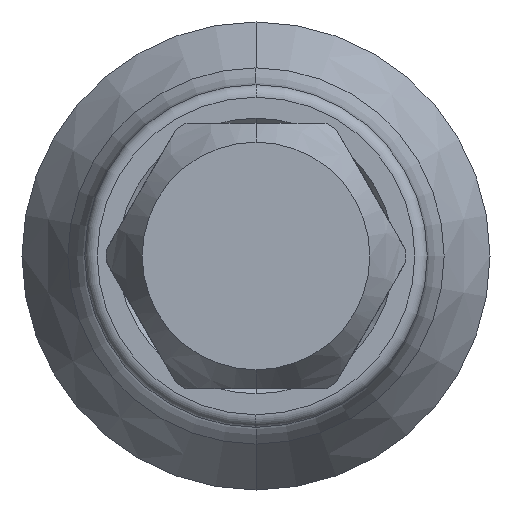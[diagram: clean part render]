
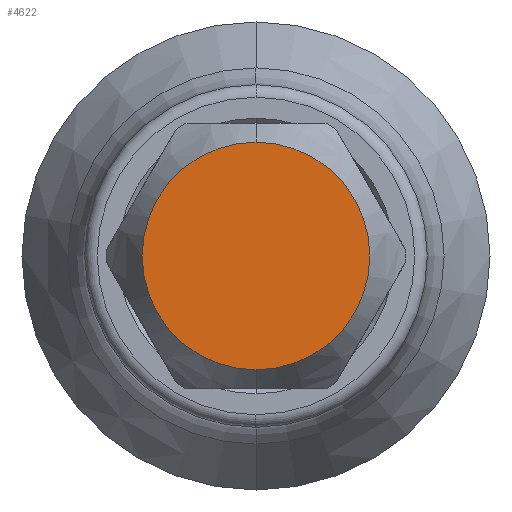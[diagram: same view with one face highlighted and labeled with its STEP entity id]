
A CAD part, front view. The second image highlights one B-rep face of the part: STEP entity #4622.
In plain terms, the highlighted planar face has unit normal (0, -1, 0).
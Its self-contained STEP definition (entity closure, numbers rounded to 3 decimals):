
#2737=CARTESIAN_POINT('',(0.,0.,0.));
#2738=DIRECTION('',(0.,-1.,0.));
#2739=DIRECTION('',(0.,0.,1.));
#2740=AXIS2_PLACEMENT_3D('',#2737,#2738,#2739);
#2745=CARTESIAN_POINT('',(0.,0.,0.));
#2746=DIRECTION('',(0.,1.,0.));
#2747=DIRECTION('',(0.,0.,1.));
#2748=AXIS2_PLACEMENT_3D('',#2745,#2746,#2747);
#2765=CARTESIAN_POINT('',(0.,0.,2.724));
#2766=CARTESIAN_POINT('',(0.,0.,-2.724));
#2767=VERTEX_POINT('',#2765);
#2768=VERTEX_POINT('',#2766);
#4613=CARTESIAN_POINT('',(0.,0.,0.));
#4614=DIRECTION('',(0.,1.,0.));
#4615=DIRECTION('',(0.,0.,-1.));
#4616=AXIS2_PLACEMENT_3D('',#4613,#4614,#4615);
#4617=PLANE('',#4616);
#4618=ORIENTED_EDGE('',*,*,#4225,.F.);
#4619=ORIENTED_EDGE('',*,*,#4255,.T.);
#4620=EDGE_LOOP('',(#4618,#4619));
#4621=FACE_OUTER_BOUND('',#4620,.F.);
#4622=ADVANCED_FACE('',(#4621),#4617,.F.);
#2741=CIRCLE('',#2740,2.724);
#2749=CIRCLE('',#2748,2.724);
#4225=EDGE_CURVE('',#2767,#2768,#2741,.T.);
#4255=EDGE_CURVE('',#2767,#2768,#2749,.T.);
